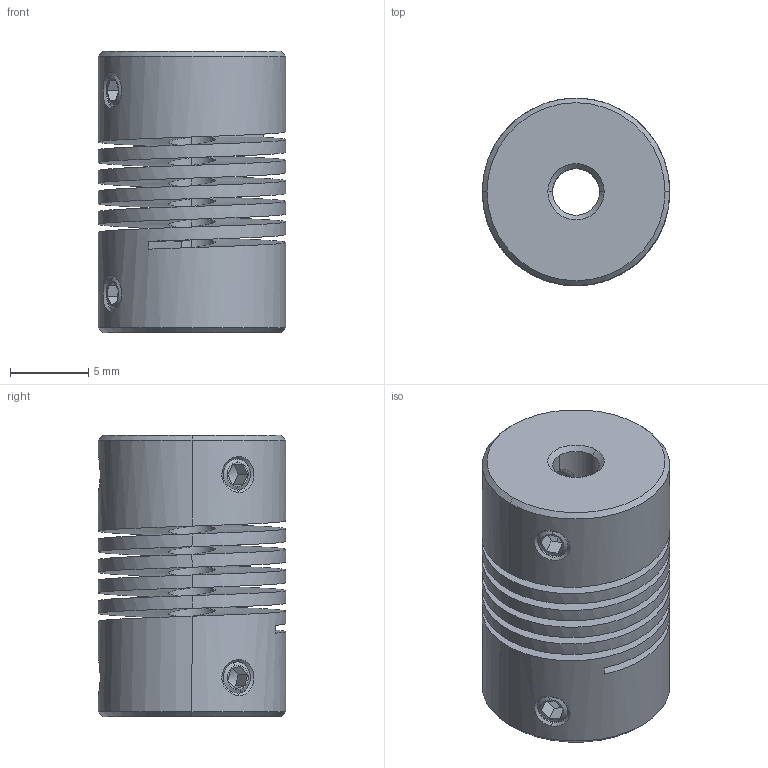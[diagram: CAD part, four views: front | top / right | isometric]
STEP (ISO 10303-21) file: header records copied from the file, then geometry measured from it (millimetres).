
FILE_DESCRIPTION(('STEP AP214'),'1');
FILE_NAME('wkas12180303.stp','2017-10-10T16:06:11',('TraceParts'),('TraceParts S.A.'),'Spatial InterOp 3D',' ',' ');
FILE_SCHEMA(('automotive_design'));
Length unit declared in the file: millimetre
Products named in the file (1): wkas12180303
Bounding box: 12 x 12 x 18 mm (x, y, z)
Volume: 1583.3 mm3; surface area: 2169.3 mm2
Topology: 1 solids, 1 shells, 146 faces, 402 edges, 250 vertices
Faces by surface type: plane 54, cone 40, cylinder 40, bspline 12
Entity records: 30458 total; most frequent: CARTESIAN_POINT 26996, ORIENTED_EDGE 772, DIRECTION 638, EDGE_CURVE 386, VERTEX_POINT 250, AXIS2_PLACEMENT_3D 235, LINE 168, VECTOR 168
